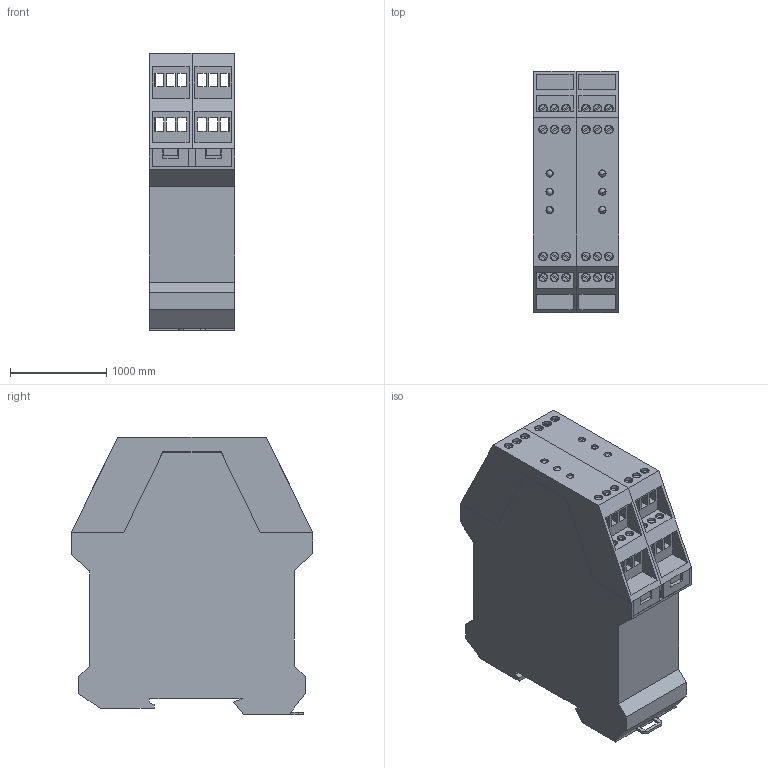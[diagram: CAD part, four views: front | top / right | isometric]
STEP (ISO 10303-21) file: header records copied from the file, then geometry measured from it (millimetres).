
FILE_DESCRIPTION((''),'2;1');
FILE_NAME('AD_SRM_ASM','2011-04-22T',('dandrea'),('REER'),'PRO/ENGINEER BY PARAMETRIC TECHNOLOGY CORPORATION, 2010180','PRO/ENGINEER BY PARAMETRIC TECHNOLOGY CORPORATION, 2010180','');
FILE_SCHEMA(('CONFIG_CONTROL_DESIGN'));
Length unit declared in the file: inch
Products named in the file (34): BODY_32; BODY_31; BODY_30; BODY_29; BODY_28; BODY_27; BODY_26; BODY_25; BODY_24; BODY_23; BODY_22; PRT0001; PRT0002; PRT0003; PRT0004; PRT0005; PRT0006; PRT0007; PRT0008; PRT0009; PRT0010; PRT0011; PRT0012; PRT0013; PRT0014; PRT0015; PRT0016; PRT0017; PRT0018; PRT0019; PRT0020; PRT0021; PRT0022; AD_SRM_ASM
Assembly tree (33 placements, depth 2):
  AD_SRM_ASM
    BODY_32
    BODY_31
    BODY_30
    BODY_29
    BODY_28
    BODY_27
    BODY_26
    BODY_25
    BODY_24
    BODY_23
    BODY_22
    PRT0001
    PRT0002
    PRT0003
    PRT0004
    PRT0005
    PRT0006
    PRT0007
    PRT0008
    PRT0009
    PRT0010
    PRT0011
    PRT0012
    PRT0013
    PRT0014
    PRT0015
    PRT0016
    PRT0017
    PRT0018
    PRT0019
    PRT0020
    PRT0021
    PRT0022
Bounding box: 889 x 2514.6 x 2886.84 mm (x, y, z)
Volume: 1232908643.8 mm3; surface area: 48463660.9 mm2
Topology: 33 solids, 33 shells, 604 faces, 1706 edges, 1132 vertices
Faces by surface type: plane 470, cylinder 122, sphere 12
Entity records: 20511 total; most frequent: CARTESIAN_POINT 3569, DIRECTION 3430, ORIENTED_EDGE 3388, EDGE_CURVE 1694, VECTOR 1252, LINE 1252, VERTEX_POINT 1132, AXIS2_PLACEMENT_3D 1089
